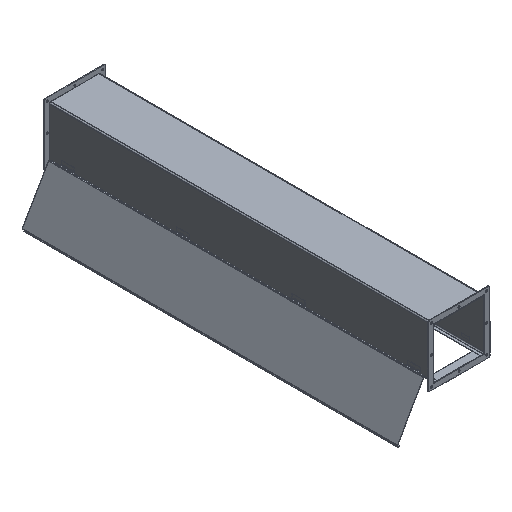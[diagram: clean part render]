
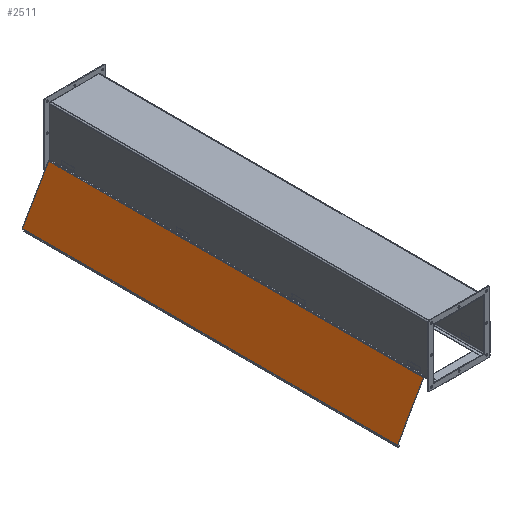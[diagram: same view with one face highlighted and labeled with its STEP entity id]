
A CAD part, isometric view. The second image highlights one B-rep face of the part: STEP entity #2511.
In plain terms, the highlighted face is planar.
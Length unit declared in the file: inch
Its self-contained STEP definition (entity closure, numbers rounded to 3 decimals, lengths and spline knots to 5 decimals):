
#210=PLANE($,#2736);
#338=FACE_OUTER_BOUND($,#502,.T.);
#502=EDGE_LOOP($,(#2023,#2024,#2025,#2026));
#779=LINE($,#3950,#1005);
#795=LINE($,#3990,#1021);
#801=LINE($,#4007,#1027);
#803=LINE($,#4010,#1029);
#1005=VECTOR($,#3223,58.5);
#1021=VECTOR($,#3265,58.5);
#1027=VECTOR($,#3289,8.1645);
#1029=VECTOR($,#3293,8.1645);
#1222=VERTEX_POINT($,#3947);
#1223=VERTEX_POINT($,#3949);
#1233=VERTEX_POINT($,#3987);
#1234=VERTEX_POINT($,#3989);
#1486=EDGE_CURVE($,#1223,#1222,#779,.T.);
#1506=EDGE_CURVE($,#1234,#1233,#795,.T.);
#1515=EDGE_CURVE($,#1223,#1233,#801,.T.);
#1517=EDGE_CURVE($,#1234,#1222,#803,.T.);
#2023=ORIENTED_EDGE($,*,*,#1486,.T.);
#2024=ORIENTED_EDGE($,*,*,#1517,.F.);
#2025=ORIENTED_EDGE($,*,*,#1506,.T.);
#2026=ORIENTED_EDGE($,*,*,#1515,.F.);
#2511=ADVANCED_FACE($,(#338),#210,.F.);
#2736=AXIS2_PLACEMENT_3D($,#4009,#3291,#3292);
#3223=DIRECTION($,(0.,1.,0.));
#3265=DIRECTION($,(0.,-1.,0.));
#3289=DIRECTION($,(1.,0.,0.));
#3291=DIRECTION('center_axis',(0.,0.,1.));
#3292=DIRECTION('ref_axis',(1.,0.,0.));
#3293=DIRECTION($,(-1.,0.,0.));
#3947=CARTESIAN_POINT('',(-4.08225,29.25,0.));
#3949=CARTESIAN_POINT('',(-4.08225,-29.25,0.));
#3950=CARTESIAN_POINT($,(-4.08225,-14.625,0.));
#3987=CARTESIAN_POINT('',(4.08225,-29.25,0.));
#3989=CARTESIAN_POINT('',(4.08225,29.25,0.));
#3990=CARTESIAN_POINT($,(4.08225,14.625,0.));
#4007=CARTESIAN_POINT($,(-4.1875,-29.25,0.));
#4009=CARTESIAN_POINT('Origin',(0.,0.,
0.));
#4010=CARTESIAN_POINT($,(4.1875,29.25,0.));
